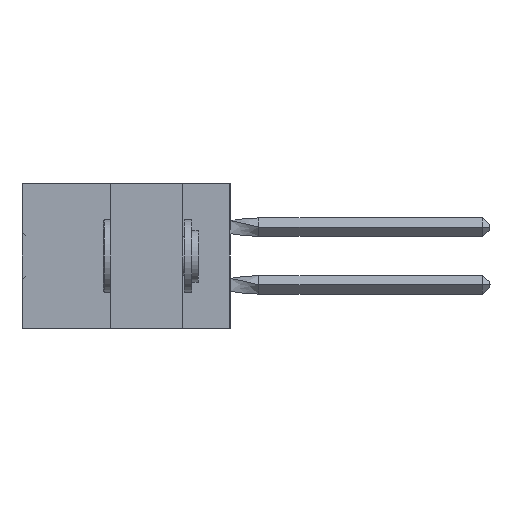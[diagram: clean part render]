
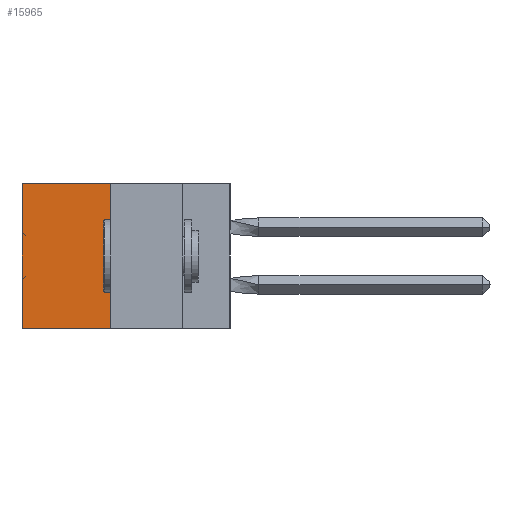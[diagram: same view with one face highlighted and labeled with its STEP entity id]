
A CAD part, left-side view. The second image highlights one B-rep face of the part: STEP entity #15965.
In plain terms, the highlighted planar face has unit normal (-1, 0, 0).
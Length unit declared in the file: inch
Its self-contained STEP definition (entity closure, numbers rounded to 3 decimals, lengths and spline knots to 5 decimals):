
#327 = VERTEX_POINT ( 'NONE', #7418 ) ;
#893 = CARTESIAN_POINT ( 'NONE',  ( 0.305, 0.413, -0.5 ) ) ;
#7074 = CARTESIAN_POINT ( 'NONE',  ( 0.305, 0.413, 0. ) ) ;
#7418 = CARTESIAN_POINT ( 'NONE',  ( 0.305, 0.72, -0.5 ) ) ;
#7519 = LINE ( 'NONE', #31603, #25980 ) ;
#9273 = AXIS2_PLACEMENT_3D ( 'NONE', #50057, #16798, #54844 ) ;
#9650 = ORIENTED_EDGE ( 'NONE', *, *, #59254, .F. ) ;
#9869 = EDGE_CURVE ( 'NONE', #14720, #34009, #12096, .T. ) ;
#10869 = EDGE_CURVE ( 'NONE', #14720, #33885, #32593, .T. ) ;
#11841 = DIRECTION ( 'NONE',  ( 0., 1., 0. ) ) ;
#12096 = LINE ( 'NONE', #7074, #57235 ) ;
#12125 = EDGE_CURVE ( 'NONE', #34009, #327, #7519, .T. ) ;
#12628 = DIRECTION ( 'NONE',  ( 0., 0., -1. ) ) ;
#14720 = VERTEX_POINT ( 'NONE', #25845 ) ;
#15965 = ADVANCED_FACE ( 'NONE', ( #57316 ), #59419, .F. ) ;
#16798 = DIRECTION ( 'NONE',  ( 1., 0., 0. ) ) ;
#20356 = DIRECTION ( 'NONE',  ( 0., 1., 0. ) ) ;
#21908 = ORIENTED_EDGE ( 'NONE', *, *, #10869, .F. ) ;
#22906 = EDGE_LOOP ( 'NONE', ( #43943, #9650, #21908, #29658 ) ) ;
#25845 = CARTESIAN_POINT ( 'NONE',  ( 0.305, 0.413, 0. ) ) ;
#25980 = VECTOR ( 'NONE', #12628, 39.37008 ) ;
#29658 = ORIENTED_EDGE ( 'NONE', *, *, #9869, .T. ) ;
#31603 = CARTESIAN_POINT ( 'NONE',  ( 0.305, 0.72, -0.5 ) ) ;
#32489 = CARTESIAN_POINT ( 'NONE',  ( 0.305, 0.72, 0. ) ) ;
#32593 = LINE ( 'NONE', #47396, #53340 ) ;
#33885 = VERTEX_POINT ( 'NONE', #45552 ) ;
#34009 = VERTEX_POINT ( 'NONE', #32489 ) ;
#38301 = DIRECTION ( 'NONE',  ( 0., 0., -1. ) ) ;
#43943 = ORIENTED_EDGE ( 'NONE', *, *, #12125, .T. ) ;
#45552 = CARTESIAN_POINT ( 'NONE',  ( 0.305, 0.413, -0.5 ) ) ;
#47396 = CARTESIAN_POINT ( 'NONE',  ( 0.305, 0.413, -0.5 ) ) ;
#50057 = CARTESIAN_POINT ( 'NONE',  ( 0.305, 0.413, -0.5 ) ) ;
#53340 = VECTOR ( 'NONE', #38301, 39.37008 ) ;
#54844 = DIRECTION ( 'NONE',  ( 0., 0., -1. ) ) ;
#55209 = LINE ( 'NONE', #893, #55919 ) ;
#55919 = VECTOR ( 'NONE', #20356, 39.37008 ) ;
#57235 = VECTOR ( 'NONE', #11841, 39.37008 ) ;
#57316 = FACE_OUTER_BOUND ( 'NONE', #22906, .T. ) ;
#59254 = EDGE_CURVE ( 'NONE', #33885, #327, #55209, .T. ) ;
#59419 = PLANE ( 'NONE',  #9273 ) ;
